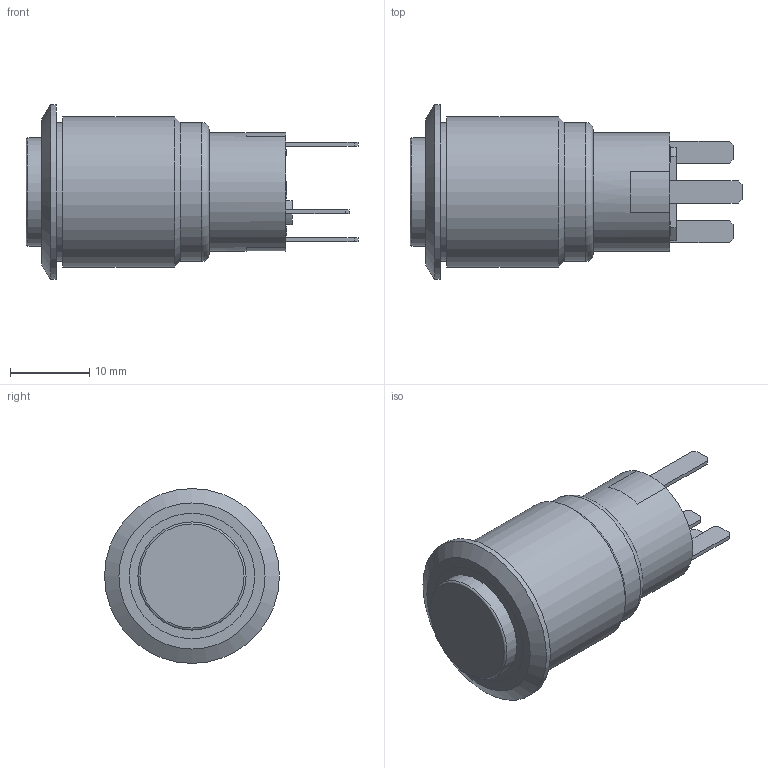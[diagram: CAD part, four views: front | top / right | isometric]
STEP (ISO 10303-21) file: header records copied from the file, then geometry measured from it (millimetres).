
FILE_DESCRIPTION(/* description */ (''),/* implementation_level */ '2;1');
FILE_NAME(/* name */ '100092144_Simplify_1.stp',/* time_stamp */ '2025-09-08T11:34:27-05:00',/* author */ ('jmeyers'),/* organization */ (''),/* preprocessor_version */ 'ST-DEVELOPER v18.1',/* originating_system */ 'Autodesk Inventor 2022',/* authorisation */ '');
FILE_SCHEMA (('AUTOMOTIVE_DESIGN { 1 0 10303 214 3 1 1 }'));
Length unit declared in the file: inch
Products named in the file (1): 100092144_Simplify_1
Bounding box: 41.8 x 22 x 22 mm (x, y, z)
Volume: 7875.4 mm3; surface area: 2802.2 mm2
Topology: 1 solids, 1 shells, 133 faces, 356 edges, 240 vertices
Faces by surface type: plane 97, bspline 22, cylinder 10, torus 2, cone 2
Full cylindrical faces by diameter (mm): 13.6 x1, 14.9 x1, 17.5 x2, 18.9 x1, 22 x1
Entity records: 4301 total; most frequent: CARTESIAN_POINT 1020, ORIENTED_EDGE 712, DIRECTION 574, EDGE_CURVE 356, LINE 274, VECTOR 274, VERTEX_POINT 240, AXIS2_PLACEMENT_3D 150
